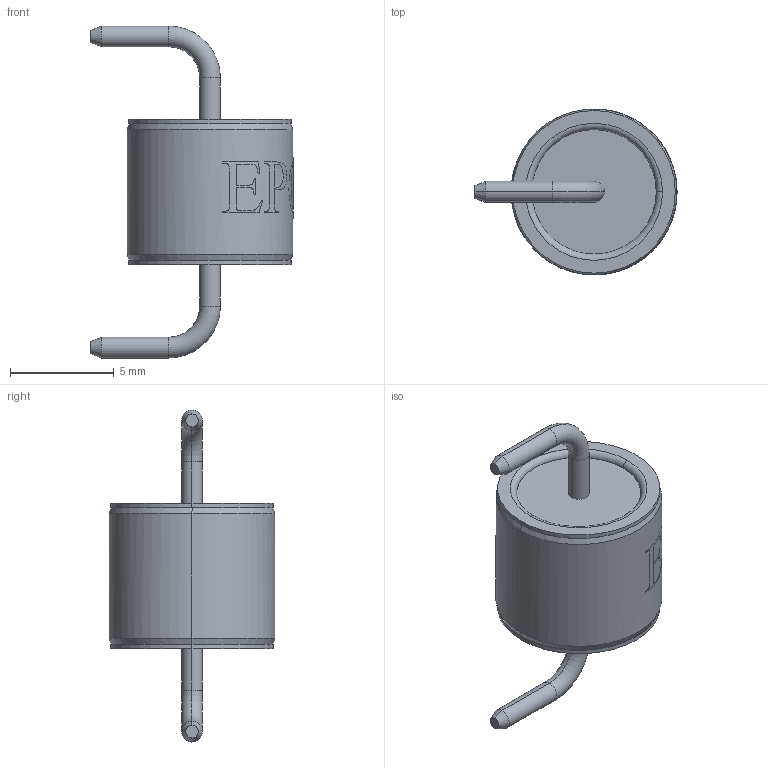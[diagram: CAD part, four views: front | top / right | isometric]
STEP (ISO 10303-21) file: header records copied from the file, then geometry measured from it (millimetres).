
FILE_DESCRIPTION (( 'STEP AP214' ), '1' );
FILE_NAME ('User Library-EC350X.STEP', '2020-07-01T05:20:47', ( '' ), ( '' ), 'SwSTEP 2.0', 'SolidWorks 2020', '' );
FILE_SCHEMA (( 'AUTOMOTIVE_DESIGN' ));
Length unit declared in the file: millimetre
Products named in the file (1): User Library-EC350X
Bounding box: 9.74 x 7.99 x 16 mm (x, y, z)
Volume: 346.1 mm3; surface area: 337.5 mm2
Topology: 1 solids, 1 shells, 48 faces, 190 edges, 156 vertices
Faces by surface type: cylinder 24, torus 8, cone 8, plane 8
Entity records: 4024 total; most frequent: CARTESIAN_POINT 1952, ORIENTED_EDGE 380, DIRECTION 280, EDGE_CURVE 190, VERTEX_POINT 156, AXIS2_PLACEMENT_3D 120, B_SPLINE_CURVE_WITH_KNOTS 79, CIRCLE 71
